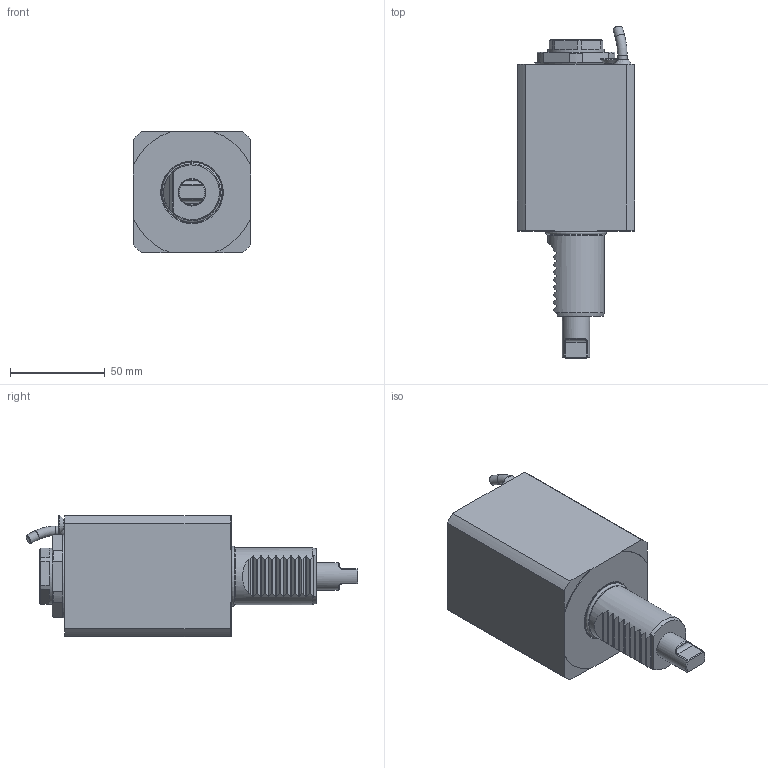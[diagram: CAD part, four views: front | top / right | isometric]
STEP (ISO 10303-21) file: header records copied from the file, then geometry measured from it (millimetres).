
FILE_DESCRIPTION (( 'STEP AP214' ), '1' );
FILE_NAME ('RAPPS30231UDHK.STEP', '2022-06-06T14:20:01', ( '' ), ( '' ), 'SwSTEP 2.0', 'SolidWorks 2016', '' );
FILE_SCHEMA (( 'AUTOMOTIVE_DESIGN' ));
Length unit declared in the file: millimetre
Products named in the file (1): RAPPS30231UDHK
Bounding box: 62 x 175.33 x 64.31 mm (x, y, z)
Volume: 393444.6 mm3; surface area: 37224.9 mm2
Topology: 3 solids, 3 shells, 489 faces, 1287 edges, 847 vertices
Faces by surface type: plane 307, bspline 98, cylinder 52, cone 26, torus 5, sphere 1
Full cylindrical faces by diameter (mm): 1.7 x1, 2.1 x1, 5 x3, 6.366 x1, 9.64 x1, 14.5 x1, 29.8 x1, 30 x1, 44 x1
Entity records: 24264 total; most frequent: CARTESIAN_POINT 9655, ORIENTED_EDGE 2500, DIRECTION 1905, EDGE_CURVE 1250, VERTEX_POINT 836, LINE 813, VECTOR 813, EDGE_LOOP 558
